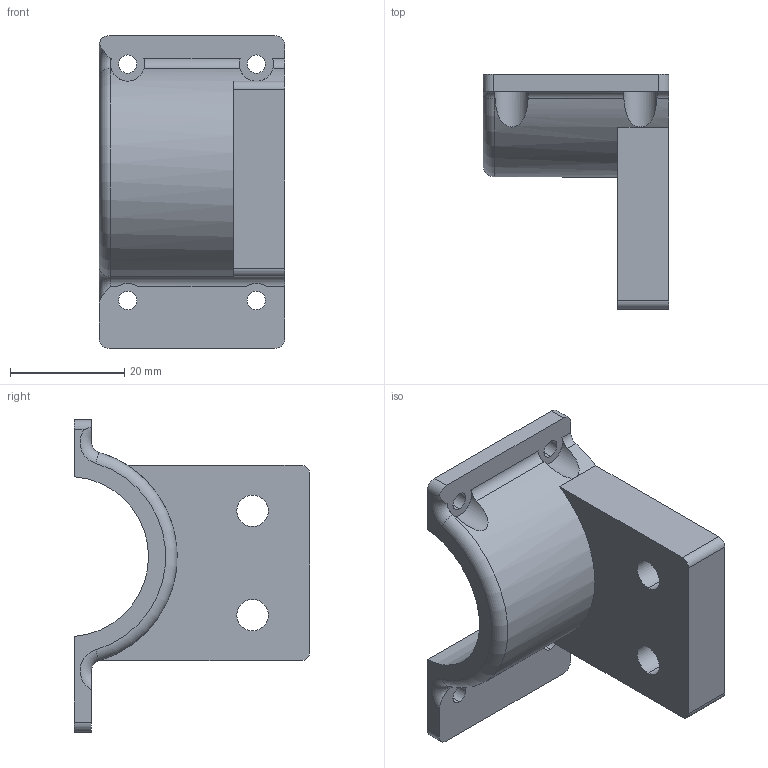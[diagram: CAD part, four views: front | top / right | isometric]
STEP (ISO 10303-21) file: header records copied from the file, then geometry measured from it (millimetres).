
FILE_DESCRIPTION (( 'STEP AP214' ), '1' );
FILE_NAME ('iris-motor-clip.STEP', '2023-11-10T14:30:14', ( '' ), ( '' ), 'SwSTEP 2.0', 'SolidWorks 2022', '' );
FILE_SCHEMA (( 'AUTOMOTIVE_DESIGN' ));
Length unit declared in the file: millimetre
Products named in the file (1): iris-motor-clip
Bounding box: 32.55 x 41.2 x 54.8 mm (x, y, z)
Volume: 17258.2 mm3; surface area: 7842.9 mm2
Topology: 1 solids, 1 shells, 47 faces, 130 edges, 85 vertices
Faces by surface type: cylinder 32, plane 12, torus 3
Entity records: 1710 total; most frequent: CARTESIAN_POINT 424, DIRECTION 268, ORIENTED_EDGE 260, EDGE_CURVE 130, AXIS2_PLACEMENT_3D 105, VERTEX_POINT 85, EDGE_LOOP 59, LINE 58
